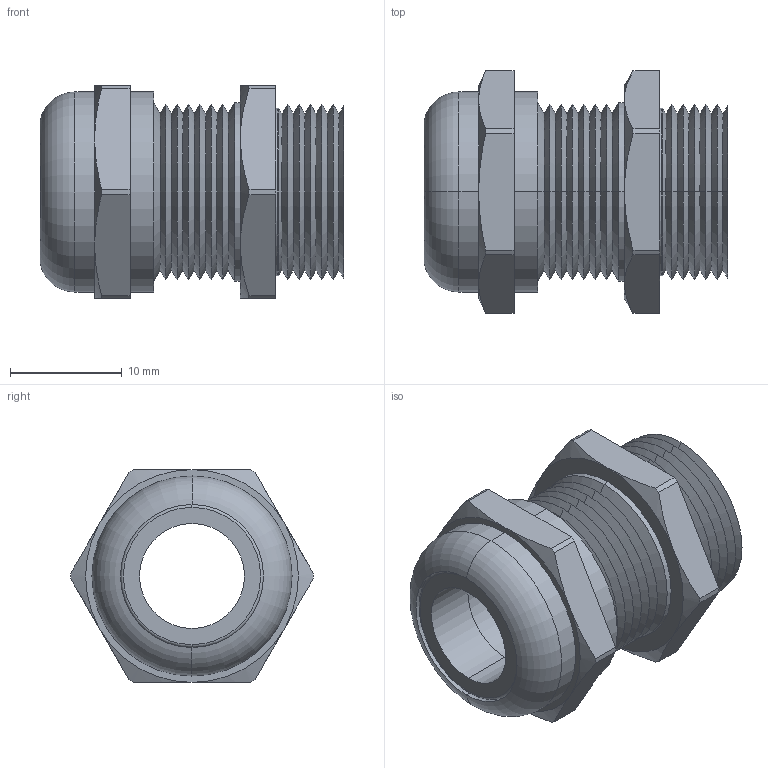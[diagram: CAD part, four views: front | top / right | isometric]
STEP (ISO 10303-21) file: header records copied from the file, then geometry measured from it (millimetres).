
FILE_DESCRIPTION (( 'STEP AP203' ), '1' );
FILE_NAME ('CD16MA-BR.STEP', '2008-05-29T17:35:13', ( 'Baystate01' ), ( 'Baystate' ), 'SwSTEP 2.0', 'SolidWorks 2007', '' );
FILE_SCHEMA (( 'CONFIG_CONTROL_DESIGN' ));
Length unit declared in the file: inch
Products named in the file (1): CD16MA-BR
Bounding box: 27.18 x 21.72 x 19.05 mm (x, y, z)
Volume: 3881.6 mm3; surface area: 4018.9 mm2
Topology: 2 solids, 2 shells, 121 faces, 262 edges, 150 vertices
Faces by surface type: cone 66, cylinder 26, plane 21, torus 8
Entity records: 3431 total; most frequent: CARTESIAN_POINT 670, DIRECTION 616, ORIENTED_EDGE 524, EDGE_CURVE 262, AXIS2_PLACEMENT_3D 256, VERTEX_POINT 150, CIRCLE 134, EDGE_LOOP 130
